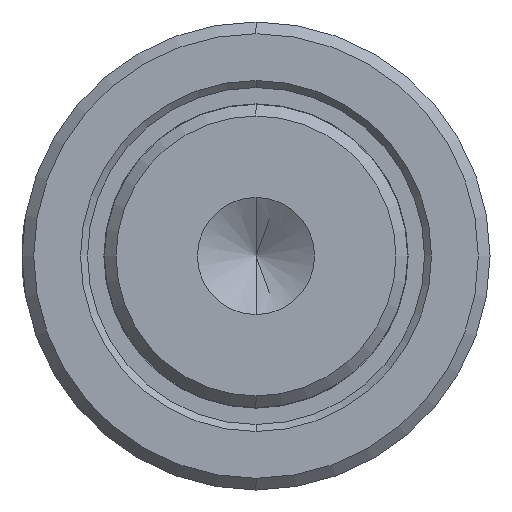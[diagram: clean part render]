
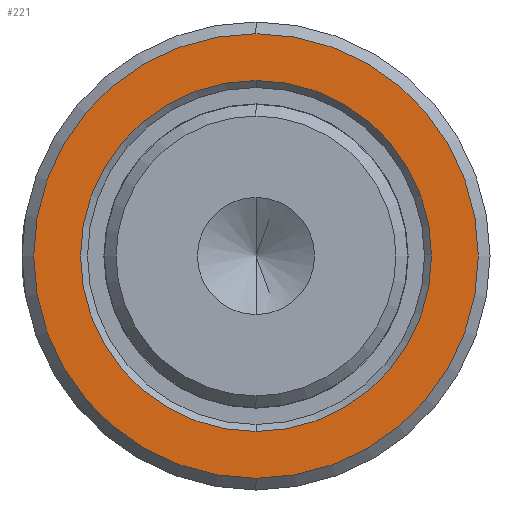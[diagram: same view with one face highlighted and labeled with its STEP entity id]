
A CAD part, left-side view. The second image highlights one B-rep face of the part: STEP entity #221.
In plain terms, the highlighted planar face has unit normal (-1, 0, 0).
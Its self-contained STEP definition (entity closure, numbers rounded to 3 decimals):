
#28 = EDGE_CURVE ( 'NONE', #794, #582, #505, .T. ) ;
#113 = EDGE_CURVE ( 'NONE', #429, #775, #1540, .T. ) ;
#164 = CARTESIAN_POINT ( 'NONE',  ( 10., 0., 0. ) ) ;
#205 = DIRECTION ( 'NONE',  ( 0., 0., 1. ) ) ;
#221 = ADVANCED_FACE ( 'NONE', ( #1778, #1461 ), #1368, .T. ) ;
#226 = DIRECTION ( 'NONE',  ( -1., 0., 0. ) ) ;
#337 = ORIENTED_EDGE ( 'NONE', *, *, #1114, .F. ) ;
#342 = AXIS2_PLACEMENT_3D ( 'NONE', #739, #757, #1206 ) ;
#429 = VERTEX_POINT ( 'NONE', #599 ) ;
#430 = ORIENTED_EDGE ( 'NONE', *, *, #113, .T. ) ;
#444 = CARTESIAN_POINT ( 'NONE',  ( 10., 0., 0. ) ) ;
#452 = DIRECTION ( 'NONE',  ( 0., 0., 1. ) ) ;
#505 = CIRCLE ( 'NONE', #1370, 7.5 ) ;
#524 = CARTESIAN_POINT ( 'NONE',  ( 10., 0., -9.5 ) ) ;
#582 = VERTEX_POINT ( 'NONE', #1645 ) ;
#591 = CARTESIAN_POINT ( 'NONE',  ( 10., -6.5, 0. ) ) ;
#599 = CARTESIAN_POINT ( 'NONE',  ( 10., 0., 9.5 ) ) ;
#729 = EDGE_LOOP ( 'NONE', ( #1298, #430 ) ) ;
#739 = CARTESIAN_POINT ( 'NONE',  ( 10., 0., 0. ) ) ;
#751 = EDGE_CURVE ( 'NONE', #775, #429, #1776, .T. ) ;
#757 = DIRECTION ( 'NONE',  ( -1., 0., 0. ) ) ;
#775 = VERTEX_POINT ( 'NONE', #524 ) ;
#785 = AXIS2_PLACEMENT_3D ( 'NONE', #164, #1189, #205 ) ;
#794 = VERTEX_POINT ( 'NONE', #1412 ) ;
#880 = EDGE_LOOP ( 'NONE', ( #337, #1600 ) ) ;
#926 = AXIS2_PLACEMENT_3D ( 'NONE', #591, #1339, #452 ) ;
#1097 = CARTESIAN_POINT ( 'NONE',  ( 10., 0., 0. ) ) ;
#1114 = EDGE_CURVE ( 'NONE', #582, #794, #1536, .T. ) ;
#1189 = DIRECTION ( 'NONE',  ( -1., 0., 0. ) ) ;
#1198 = DIRECTION ( 'NONE',  ( 0., 0., 1. ) ) ;
#1206 = DIRECTION ( 'NONE',  ( 0., 0., 1. ) ) ;
#1256 = DIRECTION ( 'NONE',  ( 0., 0., 1. ) ) ;
#1298 = ORIENTED_EDGE ( 'NONE', *, *, #751, .T. ) ;
#1339 = DIRECTION ( 'NONE',  ( -1., 0., 0. ) ) ;
#1368 = PLANE ( 'NONE',  #926 ) ;
#1370 = AXIS2_PLACEMENT_3D ( 'NONE', #444, #1479, #1198 ) ;
#1412 = CARTESIAN_POINT ( 'NONE',  ( 10., 0., -7.5 ) ) ;
#1461 = FACE_BOUND ( 'NONE', #880, .T. ) ;
#1465 = AXIS2_PLACEMENT_3D ( 'NONE', #1097, #226, #1256 ) ;
#1479 = DIRECTION ( 'NONE',  ( -1., 0., 0. ) ) ;
#1536 = CIRCLE ( 'NONE', #785, 7.5 ) ;
#1540 = CIRCLE ( 'NONE', #342, 9.5 ) ;
#1600 = ORIENTED_EDGE ( 'NONE', *, *, #28, .F. ) ;
#1645 = CARTESIAN_POINT ( 'NONE',  ( 10., 0., 7.5 ) ) ;
#1776 = CIRCLE ( 'NONE', #1465, 9.5 ) ;
#1778 = FACE_OUTER_BOUND ( 'NONE', #729, .T. ) ;
